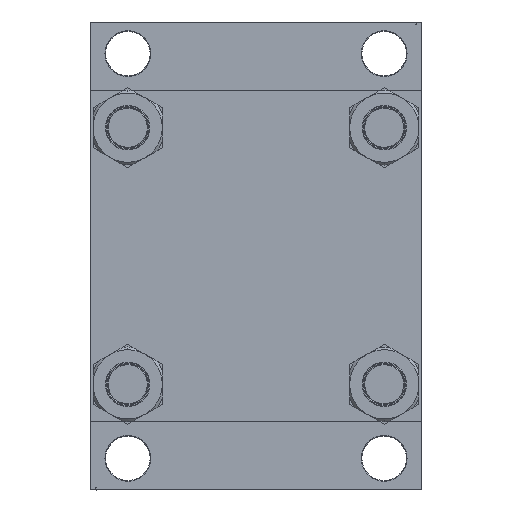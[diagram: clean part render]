
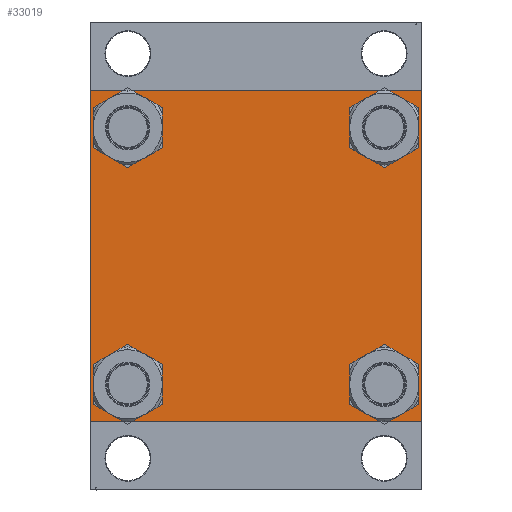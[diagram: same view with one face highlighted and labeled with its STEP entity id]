
A CAD part, left-side view. The second image highlights one B-rep face of the part: STEP entity #33019.
In plain terms, the highlighted planar face has unit normal (-1, 0, 0).
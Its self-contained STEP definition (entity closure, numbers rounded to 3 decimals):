
#1 = DIRECTION ( 'NONE',  ( 0., 0., 1. ) ) ;
#185 = CARTESIAN_POINT ( 'NONE',  ( 0., 95.1, 95.1 ) ) ;
#666 = EDGE_LOOP ( 'NONE', ( #37607, #37669 ) ) ;
#748 = CARTESIAN_POINT ( 'NONE',  ( 0., 122.5, 122.5 ) ) ;
#896 = DIRECTION ( 'NONE',  ( 1., 0., 0. ) ) ;
#923 = VECTOR ( 'NONE', #34622, 1000. ) ;
#1187 = CARTESIAN_POINT ( 'NONE',  ( 0., 122.25, -122.25 ) ) ;
#1253 = CIRCLE ( 'NONE', #8242, 15.5 ) ;
#1382 = DIRECTION ( 'NONE',  ( 1., 0., 0. ) ) ;
#1584 = FACE_BOUND ( 'NONE', #16830, .T. ) ;
#1665 = CARTESIAN_POINT ( 'NONE',  ( 0., 95.1, 79.6 ) ) ;
#1824 = DIRECTION ( 'NONE',  ( 0., -0.707, 0.707 ) ) ;
#3061 = VERTEX_POINT ( 'NONE', #28624 ) ;
#3199 = DIRECTION ( 'NONE',  ( 0., 0., 1. ) ) ;
#4082 = VERTEX_POINT ( 'NONE', #18688 ) ;
#4671 = EDGE_CURVE ( 'NONE', #41975, #5997, #29158, .T. ) ;
#4681 = CARTESIAN_POINT ( 'NONE',  ( 0., 122.5, 122.5 ) ) ;
#5199 = EDGE_CURVE ( 'NONE', #29374, #45642, #36995, .T. ) ;
#5442 = CIRCLE ( 'NONE', #41259, 15.5 ) ;
#5758 = ORIENTED_EDGE ( 'NONE', *, *, #46214, .T. ) ;
#5997 = VERTEX_POINT ( 'NONE', #33006 ) ;
#6338 = EDGE_LOOP ( 'NONE', ( #38095, #29899 ) ) ;
#6469 = CARTESIAN_POINT ( 'NONE',  ( 0., 95.1, -95.1 ) ) ;
#6854 = DIRECTION ( 'NONE',  ( 0., 0.707, -0.707 ) ) ;
#8242 = AXIS2_PLACEMENT_3D ( 'NONE', #19411, #896, #22582 ) ;
#8302 = LINE ( 'NONE', #748, #44690 ) ;
#8398 = DIRECTION ( 'NONE',  ( 0., 0., 1. ) ) ;
#8576 = CIRCLE ( 'NONE', #38966, 15.5 ) ;
#9130 = FACE_OUTER_BOUND ( 'NONE', #16346, .T. ) ;
#9847 = CARTESIAN_POINT ( 'NONE',  ( 0., -122.5, 122. ) ) ;
#10243 = EDGE_CURVE ( 'NONE', #33289, #47813, #1253, .T. ) ;
#10309 = EDGE_CURVE ( 'NONE', #46993, #27873, #26924, .T. ) ;
#10900 = VERTEX_POINT ( 'NONE', #11892 ) ;
#11563 = VERTEX_POINT ( 'NONE', #36105 ) ;
#11630 = CARTESIAN_POINT ( 'NONE',  ( 0., -122.25, 122.25 ) ) ;
#11885 = CIRCLE ( 'NONE', #23527, 15.5 ) ;
#11892 = CARTESIAN_POINT ( 'NONE',  ( 0., 95.1, -110.6 ) ) ;
#11991 = DIRECTION ( 'NONE',  ( 0., -1., 0. ) ) ;
#12340 = DIRECTION ( 'NONE',  ( 0., 0., 1. ) ) ;
#12534 = VERTEX_POINT ( 'NONE', #26888 ) ;
#13231 = VECTOR ( 'NONE', #11991, 1000. ) ;
#13902 = CIRCLE ( 'NONE', #20165, 15.5 ) ;
#14616 = DIRECTION ( 'NONE',  ( 1., 0., 0. ) ) ;
#16196 = FACE_BOUND ( 'NONE', #6338, .T. ) ;
#16346 = EDGE_LOOP ( 'NONE', ( #42467, #21919, #26431, #5758, #37301, #38686, #16834, #18466 ) ) ;
#16830 = EDGE_LOOP ( 'NONE', ( #44498, #47869 ) ) ;
#16834 = ORIENTED_EDGE ( 'NONE', *, *, #19526, .F. ) ;
#16967 = DIRECTION ( 'NONE',  ( 0., 0., 1. ) ) ;
#18460 = ORIENTED_EDGE ( 'NONE', *, *, #10243, .T. ) ;
#18466 = ORIENTED_EDGE ( 'NONE', *, *, #24641, .T. ) ;
#18688 = CARTESIAN_POINT ( 'NONE',  ( 0., 122.5, 122. ) ) ;
#19411 = CARTESIAN_POINT ( 'NONE',  ( 0., 95.1, 95.1 ) ) ;
#19500 = LINE ( 'NONE', #38284, #923 ) ;
#19526 = EDGE_CURVE ( 'NONE', #43883, #45642, #19537, .T. ) ;
#19537 = LINE ( 'NONE', #4681, #13231 ) ;
#20165 = AXIS2_PLACEMENT_3D ( 'NONE', #24757, #24044, #35269 ) ;
#20289 = EDGE_CURVE ( 'NONE', #30350, #10900, #31148, .T. ) ;
#20656 = EDGE_LOOP ( 'NONE', ( #41137, #18460 ) ) ;
#21129 = EDGE_CURVE ( 'NONE', #5997, #41975, #13902, .T. ) ;
#21919 = ORIENTED_EDGE ( 'NONE', *, *, #33301, .T. ) ;
#22582 = DIRECTION ( 'NONE',  ( 0., 0., 1. ) ) ;
#22753 = EDGE_CURVE ( 'NONE', #10900, #30350, #5442, .T. ) ;
#23169 = DIRECTION ( 'NONE',  ( 0., 0., -1. ) ) ;
#23527 = AXIS2_PLACEMENT_3D ( 'NONE', #185, #37731, #45040 ) ;
#23672 = CARTESIAN_POINT ( 'NONE',  ( 0., -95.1, 110.6 ) ) ;
#23993 = DIRECTION ( 'NONE',  ( -1., 0., 0. ) ) ;
#24044 = DIRECTION ( 'NONE',  ( 1., 0., 0. ) ) ;
#24158 = CARTESIAN_POINT ( 'NONE',  ( 0., 95.1, 110.6 ) ) ;
#24252 = EDGE_CURVE ( 'NONE', #27873, #46993, #8576, .T. ) ;
#24641 = EDGE_CURVE ( 'NONE', #43883, #4082, #37093, .T. ) ;
#24757 = CARTESIAN_POINT ( 'NONE',  ( 0., -95.1, -95.1 ) ) ;
#25048 = VECTOR ( 'NONE', #38945, 1000. ) ;
#25382 = CARTESIAN_POINT ( 'NONE',  ( 0., 122.25, 122.25 ) ) ;
#25439 = CARTESIAN_POINT ( 'NONE',  ( 0., 122., 122.5 ) ) ;
#25949 = DIRECTION ( 'NONE',  ( 1., 0., 0. ) ) ;
#26431 = ORIENTED_EDGE ( 'NONE', *, *, #33080, .T. ) ;
#26437 = CARTESIAN_POINT ( 'NONE',  ( 0., 95.1, -95.1 ) ) ;
#26497 = DIRECTION ( 'NONE',  ( 0., 0.707, 0.707 ) ) ;
#26888 = CARTESIAN_POINT ( 'NONE',  ( 0., -122.5, -122. ) ) ;
#26924 = CIRCLE ( 'NONE', #27729, 15.5 ) ;
#27419 = CARTESIAN_POINT ( 'NONE',  ( 0., 0., 0. ) ) ;
#27729 = AXIS2_PLACEMENT_3D ( 'NONE', #38914, #1382, #12340 ) ;
#27873 = VERTEX_POINT ( 'NONE', #35860 ) ;
#28159 = VECTOR ( 'NONE', #41905, 1000. ) ;
#28624 = CARTESIAN_POINT ( 'NONE',  ( 0., -122., -122.5 ) ) ;
#28844 = EDGE_CURVE ( 'NONE', #29374, #12534, #31389, .T. ) ;
#29158 = CIRCLE ( 'NONE', #30735, 15.5 ) ;
#29374 = VERTEX_POINT ( 'NONE', #9847 ) ;
#29899 = ORIENTED_EDGE ( 'NONE', *, *, #24252, .T. ) ;
#30350 = VERTEX_POINT ( 'NONE', #32438 ) ;
#30735 = AXIS2_PLACEMENT_3D ( 'NONE', #44128, #14616, #1 ) ;
#31090 = FACE_BOUND ( 'NONE', #20656, .T. ) ;
#31148 = CIRCLE ( 'NONE', #31940, 15.5 ) ;
#31170 = LINE ( 'NONE', #1187, #28159 ) ;
#31389 = LINE ( 'NONE', #41886, #25048 ) ;
#31940 = AXIS2_PLACEMENT_3D ( 'NONE', #26437, #25949, #8398 ) ;
#32438 = CARTESIAN_POINT ( 'NONE',  ( 0., 95.1, -79.6 ) ) ;
#32629 = CARTESIAN_POINT ( 'NONE',  ( 0., 122.5, -122. ) ) ;
#33006 = CARTESIAN_POINT ( 'NONE',  ( 0., -95.1, -79.6 ) ) ;
#33013 = CARTESIAN_POINT ( 'NONE',  ( 0., -122., 122.5 ) ) ;
#33019 = ADVANCED_FACE ( 'NONE', ( #16196, #35701, #1584, #31090, #9130 ), #45964, .T. ) ;
#33080 = EDGE_CURVE ( 'NONE', #11563, #3061, #19500, .T. ) ;
#33289 = VERTEX_POINT ( 'NONE', #1665 ) ;
#33301 = EDGE_CURVE ( 'NONE', #47441, #11563, #31170, .T. ) ;
#33387 = LINE ( 'NONE', #35468, #41811 ) ;
#33440 = CARTESIAN_POINT ( 'NONE',  ( 0., -95.1, 95.1 ) ) ;
#34622 = DIRECTION ( 'NONE',  ( 0., -1., 0. ) ) ;
#35269 = DIRECTION ( 'NONE',  ( 0., 0., 1. ) ) ;
#35468 = CARTESIAN_POINT ( 'NONE',  ( 0., -122.25, -122.25 ) ) ;
#35701 = FACE_BOUND ( 'NONE', #666, .T. ) ;
#35794 = EDGE_CURVE ( 'NONE', #47813, #33289, #11885, .T. ) ;
#35860 = CARTESIAN_POINT ( 'NONE',  ( 0., -95.1, 79.6 ) ) ;
#36105 = CARTESIAN_POINT ( 'NONE',  ( 0., 122., -122.5 ) ) ;
#36602 = DIRECTION ( 'NONE',  ( 1., 0., 0. ) ) ;
#36995 = LINE ( 'NONE', #11630, #38559 ) ;
#37093 = LINE ( 'NONE', #25382, #45971 ) ;
#37301 = ORIENTED_EDGE ( 'NONE', *, *, #28844, .F. ) ;
#37607 = ORIENTED_EDGE ( 'NONE', *, *, #21129, .T. ) ;
#37669 = ORIENTED_EDGE ( 'NONE', *, *, #4671, .T. ) ;
#37731 = DIRECTION ( 'NONE',  ( 1., 0., 0. ) ) ;
#38095 = ORIENTED_EDGE ( 'NONE', *, *, #10309, .T. ) ;
#38284 = CARTESIAN_POINT ( 'NONE',  ( 0., 122.5, -122.5 ) ) ;
#38559 = VECTOR ( 'NONE', #26497, 1000. ) ;
#38686 = ORIENTED_EDGE ( 'NONE', *, *, #5199, .T. ) ;
#38914 = CARTESIAN_POINT ( 'NONE',  ( 0., -95.1, 95.1 ) ) ;
#38945 = DIRECTION ( 'NONE',  ( 0., 0., -1. ) ) ;
#38966 = AXIS2_PLACEMENT_3D ( 'NONE', #33440, #36602, #3199 ) ;
#39071 = EDGE_CURVE ( 'NONE', #4082, #47441, #8302, .T. ) ;
#41137 = ORIENTED_EDGE ( 'NONE', *, *, #35794, .T. ) ;
#41259 = AXIS2_PLACEMENT_3D ( 'NONE', #6469, #43532, #16967 ) ;
#41811 = VECTOR ( 'NONE', #1824, 1000. ) ;
#41886 = CARTESIAN_POINT ( 'NONE',  ( 0., -122.5, 122.5 ) ) ;
#41905 = DIRECTION ( 'NONE',  ( 0., -0.707, -0.707 ) ) ;
#41975 = VERTEX_POINT ( 'NONE', #47632 ) ;
#42467 = ORIENTED_EDGE ( 'NONE', *, *, #39071, .T. ) ;
#42777 = DIRECTION ( 'NONE',  ( 0., 0., 1. ) ) ;
#43532 = DIRECTION ( 'NONE',  ( 1., 0., 0. ) ) ;
#43820 = AXIS2_PLACEMENT_3D ( 'NONE', #27419, #23993, #42777 ) ;
#43883 = VERTEX_POINT ( 'NONE', #25439 ) ;
#44128 = CARTESIAN_POINT ( 'NONE',  ( 0., -95.1, -95.1 ) ) ;
#44498 = ORIENTED_EDGE ( 'NONE', *, *, #20289, .T. ) ;
#44690 = VECTOR ( 'NONE', #23169, 1000. ) ;
#45040 = DIRECTION ( 'NONE',  ( 0., 0., 1. ) ) ;
#45642 = VERTEX_POINT ( 'NONE', #33013 ) ;
#45964 = PLANE ( 'NONE',  #43820 ) ;
#45971 = VECTOR ( 'NONE', #6854, 1000. ) ;
#46214 = EDGE_CURVE ( 'NONE', #3061, #12534, #33387, .T. ) ;
#46993 = VERTEX_POINT ( 'NONE', #23672 ) ;
#47441 = VERTEX_POINT ( 'NONE', #32629 ) ;
#47632 = CARTESIAN_POINT ( 'NONE',  ( 0., -95.1, -110.6 ) ) ;
#47813 = VERTEX_POINT ( 'NONE', #24158 ) ;
#47869 = ORIENTED_EDGE ( 'NONE', *, *, #22753, .T. ) ;
